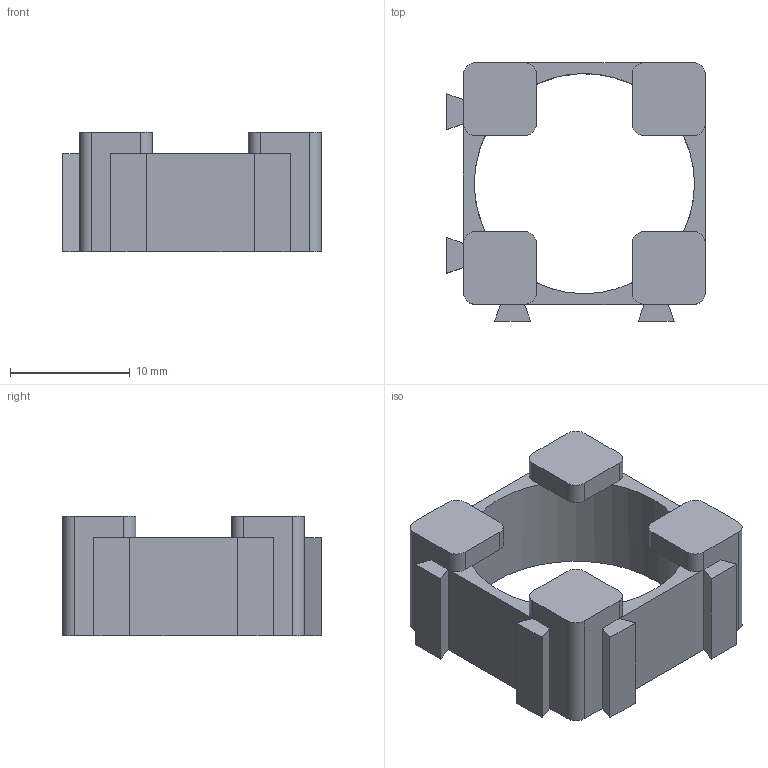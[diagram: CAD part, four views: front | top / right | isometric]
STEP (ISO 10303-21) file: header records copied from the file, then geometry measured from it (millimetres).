
FILE_DESCRIPTION(/* description */ ('STEP AP214'),/* implementation_level */ '2;1');
FILE_NAME(/* name */ '603a7bb0ecaad51544d7c550',/* time_stamp */ '2021-02-27T17:04:49+00:00',/* author */ (''),/* organization */ (''),/* preprocessor_version */ 'ST-DEVELOPER v18.1',/* originating_system */ ' ',/* authorisation */ ' ');
FILE_SCHEMA (('AUTOMOTIVE_DESIGN {1 0 10303 214 3 1 1}'));
Length unit declared in the file: metre
Products named in the file (1): Part 1
Bounding box: 21.6 x 21.6 x 10 mm (x, y, z)
Volume: 1420.2 mm3; surface area: 1945.4 mm2
Topology: 1 solids, 1 shells, 82 faces, 211 edges, 130 vertices
Faces by surface type: plane 65, cylinder 17
Full cylindrical faces by diameter (mm): 18.4 x1
Entity records: 2460 total; most frequent: CARTESIAN_POINT 421, ORIENTED_EDGE 418, DIRECTION 416, EDGE_CURVE 209, LINE 168, VECTOR 168, VERTEX_POINT 129, AXIS2_PLACEMENT_3D 124
